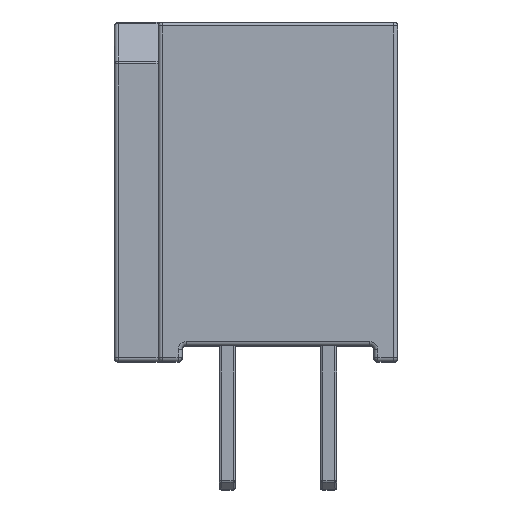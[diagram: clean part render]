
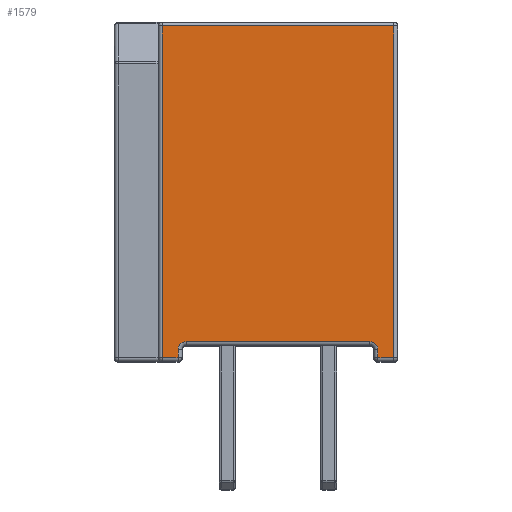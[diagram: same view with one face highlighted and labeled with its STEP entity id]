
A CAD part, top view. The second image highlights one B-rep face of the part: STEP entity #1579.
In plain terms, the highlighted face is planar.
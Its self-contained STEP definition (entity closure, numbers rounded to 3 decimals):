
#29 = FACE_OUTER_BOUND ( 'NONE', #5345, .T. ) ;
#83 = CARTESIAN_POINT ( 'NONE',  ( 0., -4.35, 0. ) ) ;
#233 = VERTEX_POINT ( 'NONE', #2508 ) ;
#399 = VECTOR ( 'NONE', #2934, 1000. ) ;
#546 = CARTESIAN_POINT ( 'NONE',  ( 0., -4.15, -2.5 ) ) ;
#564 = DIRECTION ( 'NONE',  ( 0., 0., -1. ) ) ;
#600 = ORIENTED_EDGE ( 'NONE', *, *, #2988, .T. ) ;
#873 = LINE ( 'NONE', #1528, #4764 ) ;
#939 = ORIENTED_EDGE ( 'NONE', *, *, #1474, .T. ) ;
#1034 = ORIENTED_EDGE ( 'NONE', *, *, #4023, .T. ) ;
#1062 = DIRECTION ( 'NONE',  ( 0., 0., -1. ) ) ;
#1085 = LINE ( 'NONE', #3657, #3503 ) ;
#1092 = DIRECTION ( 'NONE',  ( 1., 0., 0. ) ) ;
#1112 = EDGE_CURVE ( 'NONE', #2953, #233, #3964, .T. ) ;
#1260 = CARTESIAN_POINT ( 'NONE',  ( 0., -4.15, 2.3 ) ) ;
#1474 = EDGE_CURVE ( 'NONE', #2271, #3177, #5525, .T. ) ;
#1528 = CARTESIAN_POINT ( 'NONE',  ( 0., 3.95, 0. ) ) ;
#1579 = ADVANCED_FACE ( 'NONE', ( #29 ), #4557, .T. ) ;
#1653 = VECTOR ( 'NONE', #564, 1000. ) ;
#1683 = VECTOR ( 'NONE', #1062, 1000. ) ;
#1736 = DIRECTION ( 'NONE',  ( 0., 0., -1. ) ) ;
#1779 = CIRCLE ( 'NONE', #6274, 0.2 ) ;
#1829 = LINE ( 'NONE', #3963, #1683 ) ;
#1871 = EDGE_CURVE ( 'NONE', #5401, #4752, #873, .T. ) ;
#1940 = CARTESIAN_POINT ( 'NONE',  ( 0., -4.35, -2.5 ) ) ;
#2119 = ORIENTED_EDGE ( 'NONE', *, *, #4132, .T. ) ;
#2124 = DIRECTION ( 'NONE',  ( 0., 0., -1. ) ) ;
#2271 = VERTEX_POINT ( 'NONE', #546 ) ;
#2358 = CARTESIAN_POINT ( 'NONE',  ( 0., -3.95, -2.3 ) ) ;
#2425 = CARTESIAN_POINT ( 'NONE',  ( 0., 0., 2.9 ) ) ;
#2508 = CARTESIAN_POINT ( 'NONE',  ( 0., -4.15, 2.5 ) ) ;
#2630 = EDGE_CURVE ( 'NONE', #3043, #233, #1779, .T. ) ;
#2735 = CARTESIAN_POINT ( 'NONE',  ( 0., -4.45, -2.5 ) ) ;
#2745 = CARTESIAN_POINT ( 'NONE',  ( 0., 3.95, 2.9 ) ) ;
#2864 = ORIENTED_EDGE ( 'NONE', *, *, #1871, .T. ) ;
#2891 = ORIENTED_EDGE ( 'NONE', *, *, #2630, .F. ) ;
#2904 = ORIENTED_EDGE ( 'NONE', *, *, #1112, .T. ) ;
#2921 = DIRECTION ( 'NONE',  ( 0., 1., 0. ) ) ;
#2924 = VECTOR ( 'NONE', #6152, 1000. ) ;
#2934 = DIRECTION ( 'NONE',  ( 0., 1., 0. ) ) ;
#2953 = VERTEX_POINT ( 'NONE', #4131 ) ;
#2988 = EDGE_CURVE ( 'NONE', #3177, #4173, #1085, .T. ) ;
#3043 = VERTEX_POINT ( 'NONE', #4175 ) ;
#3177 = VERTEX_POINT ( 'NONE', #1940 ) ;
#3503 = VECTOR ( 'NONE', #4156, 1000. ) ;
#3556 = CARTESIAN_POINT ( 'NONE',  ( 0., 0., 0. ) ) ;
#3567 = VECTOR ( 'NONE', #3874, 1000. ) ;
#3657 = CARTESIAN_POINT ( 'NONE',  ( 0., -4.35, -3. ) ) ;
#3775 = ORIENTED_EDGE ( 'NONE', *, *, #5979, .F. ) ;
#3874 = DIRECTION ( 'NONE',  ( 0., -1., 0. ) ) ;
#3900 = AXIS2_PLACEMENT_3D ( 'NONE', #3556, #5046, #2124 ) ;
#3911 = CIRCLE ( 'NONE', #5219, 0.2 ) ;
#3963 = CARTESIAN_POINT ( 'NONE',  ( 0., -3.95, 0. ) ) ;
#3964 = LINE ( 'NONE', #5861, #399 ) ;
#4002 = CARTESIAN_POINT ( 'NONE',  ( 0., -4.15, -2.3 ) ) ;
#4023 = EDGE_CURVE ( 'NONE', #4752, #4293, #4885, .T. ) ;
#4131 = CARTESIAN_POINT ( 'NONE',  ( 0., -4.35, 2.5 ) ) ;
#4132 = EDGE_CURVE ( 'NONE', #3043, #4919, #1829, .T. ) ;
#4156 = DIRECTION ( 'NONE',  ( 0., 0., -1. ) ) ;
#4173 = VERTEX_POINT ( 'NONE', #6093 ) ;
#4175 = CARTESIAN_POINT ( 'NONE',  ( 0., -3.95, 2.3 ) ) ;
#4293 = VERTEX_POINT ( 'NONE', #4757 ) ;
#4313 = ORIENTED_EDGE ( 'NONE', *, *, #5516, .T. ) ;
#4438 = DIRECTION ( 'NONE',  ( 0., 0., 1. ) ) ;
#4496 = DIRECTION ( 'NONE',  ( 0., 0., -1. ) ) ;
#4497 = EDGE_CURVE ( 'NONE', #4173, #5401, #4932, .T. ) ;
#4557 = PLANE ( 'NONE',  #3900 ) ;
#4657 = DIRECTION ( 'NONE',  ( 1., 0., 0. ) ) ;
#4752 = VERTEX_POINT ( 'NONE', #2745 ) ;
#4757 = CARTESIAN_POINT ( 'NONE',  ( 0., -4.35, 2.9 ) ) ;
#4764 = VECTOR ( 'NONE', #4438, 1000. ) ;
#4885 = LINE ( 'NONE', #2425, #3567 ) ;
#4919 = VERTEX_POINT ( 'NONE', #2358 ) ;
#4932 = LINE ( 'NONE', #5356, #6253 ) ;
#5046 = DIRECTION ( 'NONE',  ( 1., 0., 0. ) ) ;
#5219 = AXIS2_PLACEMENT_3D ( 'NONE', #4002, #1092, #4496 ) ;
#5345 = EDGE_LOOP ( 'NONE', ( #4313, #2904, #2891, #2119, #3775, #939, #600, #6234, #2864, #1034 ) ) ;
#5356 = CARTESIAN_POINT ( 'NONE',  ( 0., 0., -2.9 ) ) ;
#5401 = VERTEX_POINT ( 'NONE', #5813 ) ;
#5516 = EDGE_CURVE ( 'NONE', #4293, #2953, #5774, .T. ) ;
#5525 = LINE ( 'NONE', #2735, #2924 ) ;
#5774 = LINE ( 'NONE', #83, #1653 ) ;
#5813 = CARTESIAN_POINT ( 'NONE',  ( 0., 3.95, -2.9 ) ) ;
#5861 = CARTESIAN_POINT ( 'NONE',  ( 0., -4.05, 2.5 ) ) ;
#5979 = EDGE_CURVE ( 'NONE', #2271, #4919, #3911, .T. ) ;
#6093 = CARTESIAN_POINT ( 'NONE',  ( 0., -4.35, -2.9 ) ) ;
#6152 = DIRECTION ( 'NONE',  ( 0., -1., 0. ) ) ;
#6234 = ORIENTED_EDGE ( 'NONE', *, *, #4497, .T. ) ;
#6253 = VECTOR ( 'NONE', #2921, 1000. ) ;
#6274 = AXIS2_PLACEMENT_3D ( 'NONE', #1260, #4657, #1736 ) ;
